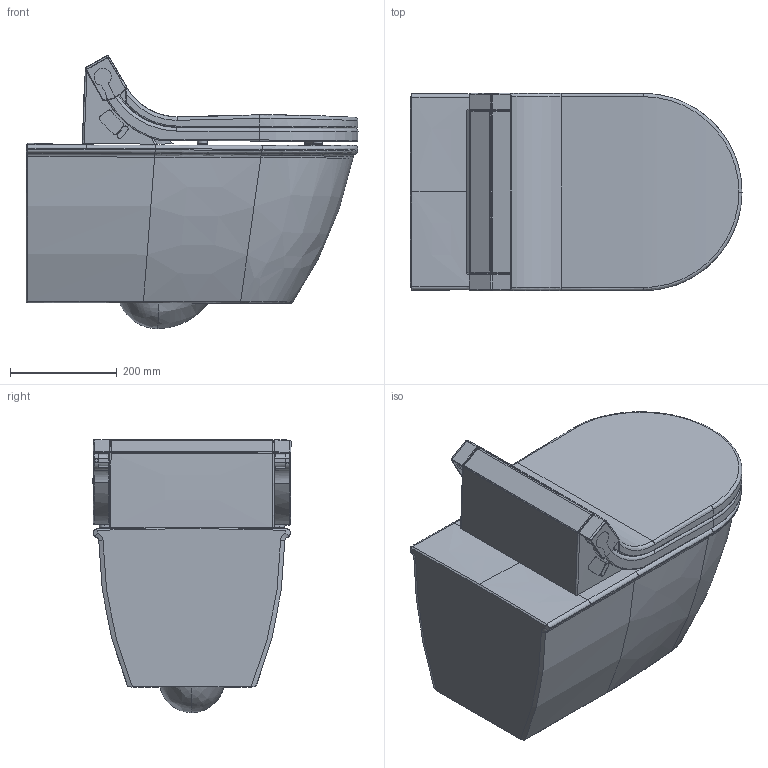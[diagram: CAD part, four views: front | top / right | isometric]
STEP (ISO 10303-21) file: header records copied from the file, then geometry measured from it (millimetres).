
FILE_DESCRIPTION((''),'2;1');
FILE_NAME('254459_610001.stp','2012-04-12T20:01:22',('Administrator'),(''),'Autodesk Inventor 2011','Autodesk Inventor 2011','');
FILE_SCHEMA(('CONFIG_CONTROL_DESIGN'));
Length unit declared in the file: millimetre
Products named in the file (15): 254459_610001; 254459; F2030-1001_CASE-ASSY_ASM; 1F215-00-01_DECORATIVE-COVER; 1F219-00-01_SEAT-LID; F22030-1001_SEAT-MODULE_ASM; 1F221-A0-01_TOP-CASE; 1F218-B0-01_SEAT-BUFFER; 1F216-B0-01_INFRARED-FILTER; 103227_BUTTON-MEMBRANE; 1F214-A0-01_HINGE-COVER; 1F214-B0-01_HINGE-COVER; 1F218-A0-01_LID-BUFFER; RC-FILTER-NEW; 1F220-00-01_BODY-CASEn
Assembly tree (20 placements, depth 4):
  254459_610001
    254459
    F2030-1001_CASE-ASSY_ASM
      1F215-00-01_DECORATIVE-COVER
      1F219-00-01_SEAT-LID
      F22030-1001_SEAT-MODULE_ASM
        1F221-A0-01_TOP-CASE
        1F218-B0-01_SEAT-BUFFER  x4
      1F216-B0-01_INFRARED-FILTER
      103227_BUTTON-MEMBRANE
      1F214-A0-01_HINGE-COVER
      1F214-B0-01_HINGE-COVER
      1F218-A0-01_LID-BUFFER  x4
      RC-FILTER-NEW
      1F220-00-01_BODY-CASEn
Bounding box: 620.6 x 370.15 x 510.74 mm (x, y, z)
Volume: 47594195.6 mm3; surface area: 1847344.6 mm2
Topology: 18 solids, 18 shells, 531 faces, 1254 edges, 758 vertices
Faces by surface type: bspline 226, plane 144, cylinder 109, torus 24, sphere 16, cone 12
Full cylindrical faces by diameter (mm): 14 x2, 15.2 x8, 40 x2
Entity records: 44786 total; most frequent: CARTESIAN_POINT 34515, ORIENTED_EDGE 2226, DIRECTION 1672, EDGE_CURVE 1113, VERTEX_POINT 687, AXIS2_PLACEMENT_3D 647, EDGE_LOOP 502, FACE_OUTER_BOUND 474
